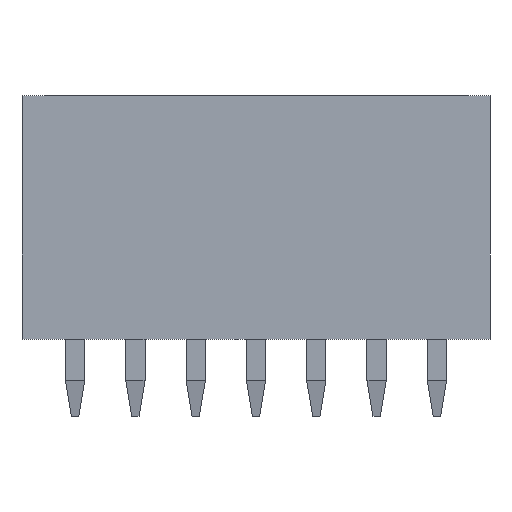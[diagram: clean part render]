
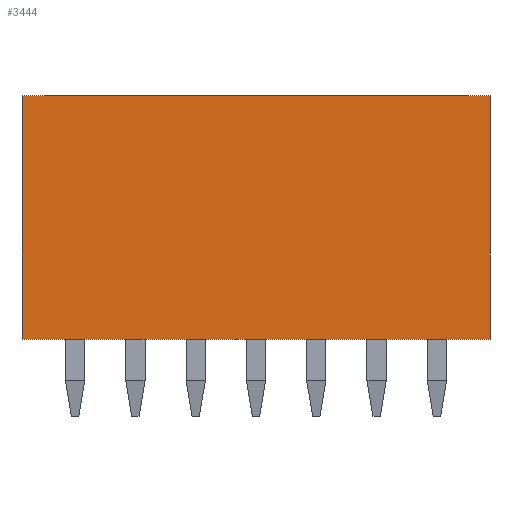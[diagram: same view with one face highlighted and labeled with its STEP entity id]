
A CAD part, front view. The second image highlights one B-rep face of the part: STEP entity #3444.
In plain terms, the highlighted planar face has unit normal (0, -1, 0).
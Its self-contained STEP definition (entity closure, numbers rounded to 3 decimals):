
#3426=AXIS2_PLACEMENT_3D('Plane Axis2P3D',#3423,#3424,#3425) ;
#1098=CARTESIAN_POINT('Vertex',(0.,0.,13.3)) ;
#1103=CARTESIAN_POINT('Line Origine',(9.7,0.,13.3)) ;
#1107=CARTESIAN_POINT('Vertex',(19.4,0.,13.3)) ;
#1671=CARTESIAN_POINT('Vertex',(0.,0.,3.2)) ;
#1678=CARTESIAN_POINT('Vertex',(19.4,0.,3.2)) ;
#1681=CARTESIAN_POINT('Line Origine',(9.7,0.,3.2)) ;
#3423=CARTESIAN_POINT('Axis2P3D Location',(0.95,0.,6.7)) ;
#3428=CARTESIAN_POINT('Line Origine',(0.,0.,8.25)) ;
#3433=CARTESIAN_POINT('Line Origine',(19.4,0.,8.25)) ;
#1104=DIRECTION('Vector Direction',(-1.,0.,0.)) ;
#1682=DIRECTION('Vector Direction',(-1.,0.,0.)) ;
#3424=DIRECTION('Axis2P3D Direction',(0.,-1.,-0.)) ;
#3425=DIRECTION('Axis2P3D XDirection',(0.,0.,-1.)) ;
#3429=DIRECTION('Vector Direction',(0.,0.,1.)) ;
#3434=DIRECTION('Vector Direction',(0.,0.,1.)) ;
#1105=VECTOR('Line Direction',#1104,1.) ;
#1683=VECTOR('Line Direction',#1682,1.) ;
#3430=VECTOR('Line Direction',#3429,1.) ;
#3435=VECTOR('Line Direction',#3434,1.) ;
#3439=ORIENTED_EDGE('',*,*,#3432,.F.) ;
#3440=ORIENTED_EDGE('',*,*,#1685,.F.) ;
#3441=ORIENTED_EDGE('',*,*,#3437,.T.) ;
#3442=ORIENTED_EDGE('',*,*,#1109,.T.) ;
#3444=ADVANCED_FACE('BREP_WITH_VOIDS #6721',(#3443),#3427,.T.) ;
#1109=EDGE_CURVE('',#1108,#1099,#1106,.T.) ;
#1685=EDGE_CURVE('',#1679,#1672,#1684,.T.) ;
#3432=EDGE_CURVE('',#1672,#1099,#3431,.T.) ;
#3437=EDGE_CURVE('',#1679,#1108,#3436,.T.) ;
#3438=EDGE_LOOP('',(#3439,#3440,#3441,#3442)) ;
#3443=FACE_OUTER_BOUND('',#3438,.T.) ;
#1106=LINE('Line',#1103,#1105) ;
#1684=LINE('Line',#1681,#1683) ;
#3431=LINE('Line',#3428,#3430) ;
#3436=LINE('Line',#3433,#3435) ;
#3427=PLANE('',#3426) ;
#1099=VERTEX_POINT('',#1098) ;
#1108=VERTEX_POINT('',#1107) ;
#1672=VERTEX_POINT('',#1671) ;
#1679=VERTEX_POINT('',#1678) ;
